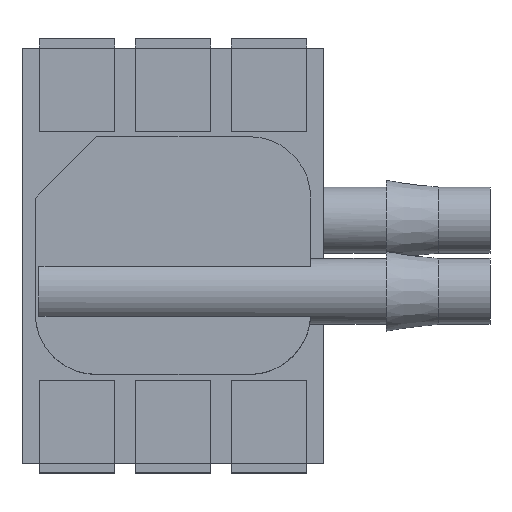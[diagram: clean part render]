
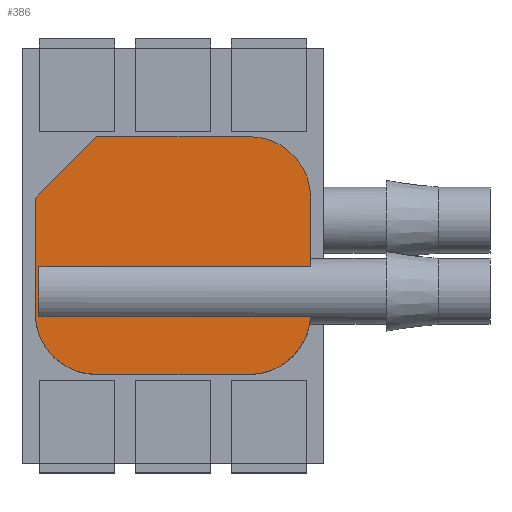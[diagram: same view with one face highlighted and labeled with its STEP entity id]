
A CAD part, top view. The second image highlights one B-rep face of the part: STEP entity #386.
In plain terms, the highlighted planar face has unit normal (0, 0, 1).
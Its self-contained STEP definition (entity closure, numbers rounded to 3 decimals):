
#225 = VERTEX_POINT('',#226);
#226 = CARTESIAN_POINT('',(3.65,-0.29,2.48));
#253 = VERTEX_POINT('',#254);
#254 = CARTESIAN_POINT('',(3.648,-1.61,2.48));
#294 = EDGE_CURVE('',#253,#295,#297,.T.);
#295 = VERTEX_POINT('',#296);
#296 = CARTESIAN_POINT('',(-3.55,-1.61,2.48));
#297 = LINE('',#298,#299);
#298 = CARTESIAN_POINT('',(-3.55,-1.61,2.48));
#299 = VECTOR('',#300,1.);
#300 = DIRECTION('',(-1.,0.,0.));
#303 = VERTEX_POINT('',#304);
#304 = CARTESIAN_POINT('',(-3.55,-0.29,2.48));
#311 = EDGE_CURVE('',#225,#303,#312,.T.);
#312 = LINE('',#313,#314);
#313 = CARTESIAN_POINT('',(-3.55,-0.29,2.48));
#314 = VECTOR('',#315,1.);
#315 = DIRECTION('',(-1.,0.,0.));
#361 = VERTEX_POINT('',#362);
#362 = CARTESIAN_POINT('',(3.65,1.525,2.48));
#368 = EDGE_CURVE('',#361,#225,#369,.T.);
#369 = LINE('',#370,#371);
#370 = CARTESIAN_POINT('',(3.65,1.525,2.48));
#371 = VECTOR('',#372,1.);
#372 = DIRECTION('',(0.,-1.,0.));
#386 = ADVANCED_FACE('',(#387),#455,.F.);
#387 = FACE_BOUND('',#388,.F.);
#388 = EDGE_LOOP('',(#389,#398,#406,#415,#423,#431,#439,#446,#447,#448,
    #454));
#389 = ORIENTED_EDGE('',*,*,#390,.F.);
#390 = EDGE_CURVE('',#391,#253,#393,.T.);
#391 = VERTEX_POINT('',#392);
#392 = CARTESIAN_POINT('',(2.025,-3.15,2.48));
#393 = CIRCLE('',#394,1.625);
#394 = AXIS2_PLACEMENT_3D('',#395,#396,#397);
#395 = CARTESIAN_POINT('',(2.025,-1.525,2.48));
#396 = DIRECTION('',(0.,0.,1.));
#397 = DIRECTION('',(-1.,0.,0.));
#398 = ORIENTED_EDGE('',*,*,#399,.T.);
#399 = EDGE_CURVE('',#391,#400,#402,.T.);
#400 = VERTEX_POINT('',#401);
#401 = CARTESIAN_POINT('',(-2.025,-3.15,2.48));
#402 = LINE('',#403,#404);
#403 = CARTESIAN_POINT('',(2.025,-3.15,2.48));
#404 = VECTOR('',#405,1.);
#405 = DIRECTION('',(-1.,0.,0.));
#406 = ORIENTED_EDGE('',*,*,#407,.F.);
#407 = EDGE_CURVE('',#408,#400,#410,.T.);
#408 = VERTEX_POINT('',#409);
#409 = CARTESIAN_POINT('',(-3.65,-1.525,2.48));
#410 = CIRCLE('',#411,1.625);
#411 = AXIS2_PLACEMENT_3D('',#412,#413,#414);
#412 = CARTESIAN_POINT('',(-2.025,-1.525,2.48));
#413 = DIRECTION('',(0.,0.,1.));
#414 = DIRECTION('',(-1.,0.,0.));
#415 = ORIENTED_EDGE('',*,*,#416,.T.);
#416 = EDGE_CURVE('',#408,#417,#419,.T.);
#417 = VERTEX_POINT('',#418);
#418 = CARTESIAN_POINT('',(-3.65,1.525,2.48));
#419 = LINE('',#420,#421);
#420 = CARTESIAN_POINT('',(-3.65,-1.525,2.48));
#421 = VECTOR('',#422,1.);
#422 = DIRECTION('',(0.,1.,0.));
#423 = ORIENTED_EDGE('',*,*,#424,.F.);
#424 = EDGE_CURVE('',#425,#417,#427,.T.);
#425 = VERTEX_POINT('',#426);
#426 = CARTESIAN_POINT('',(-2.025,3.15,2.48));
#427 = LINE('',#428,#429);
#428 = CARTESIAN_POINT('',(-2.025,3.15,2.48));
#429 = VECTOR('',#430,1.);
#430 = DIRECTION('',(-0.707,-0.707,0.));
#431 = ORIENTED_EDGE('',*,*,#432,.T.);
#432 = EDGE_CURVE('',#425,#433,#435,.T.);
#433 = VERTEX_POINT('',#434);
#434 = CARTESIAN_POINT('',(2.025,3.15,2.48));
#435 = LINE('',#436,#437);
#436 = CARTESIAN_POINT('',(-2.025,3.15,2.48));
#437 = VECTOR('',#438,1.);
#438 = DIRECTION('',(1.,0.,0.));
#439 = ORIENTED_EDGE('',*,*,#440,.F.);
#440 = EDGE_CURVE('',#361,#433,#441,.T.);
#441 = CIRCLE('',#442,1.625);
#442 = AXIS2_PLACEMENT_3D('',#443,#444,#445);
#443 = CARTESIAN_POINT('',(2.025,1.525,2.48));
#444 = DIRECTION('',(0.,0.,1.));
#445 = DIRECTION('',(-1.,0.,0.));
#446 = ORIENTED_EDGE('',*,*,#368,.T.);
#447 = ORIENTED_EDGE('',*,*,#311,.T.);
#448 = ORIENTED_EDGE('',*,*,#449,.T.);
#449 = EDGE_CURVE('',#303,#295,#450,.T.);
#450 = LINE('',#451,#452);
#451 = CARTESIAN_POINT('',(-3.55,-0.475,2.48));
#452 = VECTOR('',#453,1.);
#453 = DIRECTION('',(0.,-1.,0.));
#454 = ORIENTED_EDGE('',*,*,#294,.F.);
#455 = PLANE('',#456);
#456 = AXIS2_PLACEMENT_3D('',#457,#458,#459);
#457 = CARTESIAN_POINT('',(0.,0.,2.48));
#458 = DIRECTION('',(0.,0.,-1.));
#459 = DIRECTION('',(1.,0.,0.));
